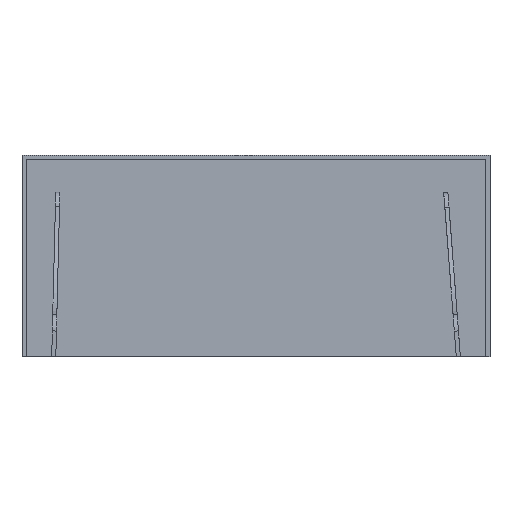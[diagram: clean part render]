
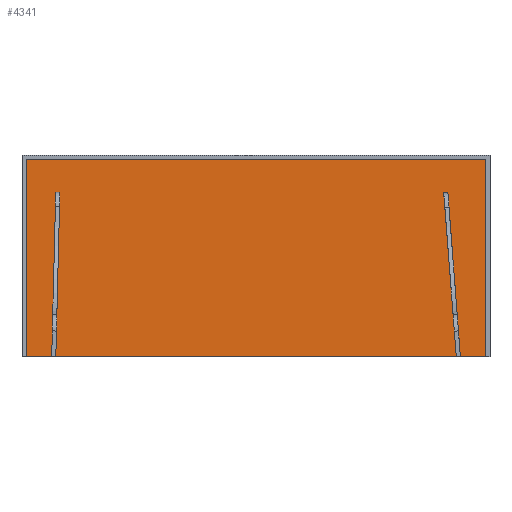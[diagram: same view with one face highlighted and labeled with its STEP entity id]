
A CAD part, front view. The second image highlights one B-rep face of the part: STEP entity #4341.
In plain terms, the highlighted planar face has unit normal (0, -1, 0).
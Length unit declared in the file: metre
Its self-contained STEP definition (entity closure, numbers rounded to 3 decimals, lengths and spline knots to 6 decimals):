
#4024 = EDGE_CURVE('',#4025,#4027,#4029,.T.);
#4025 = VERTEX_POINT('',#4026);
#4026 = CARTESIAN_POINT('',(1.219746,0.52814,0.594474
    ));
#4027 = VERTEX_POINT('',#4028);
#4028 = CARTESIAN_POINT('',(1.219746,0.52814,
    -0.015126));
#4029 = SURFACE_CURVE('',#4030,(#4034,#4046),.PCURVE_S1.);
#4030 = LINE('',#4031,#4032);
#4031 = CARTESIAN_POINT('',(1.219746,0.52814,
    -0.015126));
#4032 = VECTOR('',#4033,1.);
#4033 = DIRECTION('',(0.,0.,-1.));
#4034 = PCURVE('',#4035,#4040);
#4035 = PLANE('',#4036);
#4036 = AXIS2_PLACEMENT_3D('',#4037,#4038,#4039);
#4037 = CARTESIAN_POINT('',(1.219746,0.54084,
    -0.015126));
#4038 = DIRECTION('',(-1.,0.,0.));
#4039 = DIRECTION('',(0.,0.,1.));
#4040 = DEFINITIONAL_REPRESENTATION('',(#4041),#4045);
#4041 = LINE('',#4042,#4043);
#4042 = CARTESIAN_POINT('',(0.,-0.013));
#4043 = VECTOR('',#4044,1.);
#4044 = DIRECTION('',(-1.,0.));
#4045 = ( GEOMETRIC_REPRESENTATION_CONTEXT(2) 
PARAMETRIC_REPRESENTATION_CONTEXT() REPRESENTATION_CONTEXT('2D SPACE',''
  ) );
#4046 = PCURVE('',#4047,#4052);
#4047 = PLANE('',#4048);
#4048 = AXIS2_PLACEMENT_3D('',#4049,#4050,#4051);
#4049 = CARTESIAN_POINT('',(1.219746,0.52814,0.594474
    ));
#4050 = DIRECTION('',(0.,-1.,0.));
#4051 = DIRECTION('',(0.,0.,1.));
#4052 = DEFINITIONAL_REPRESENTATION('',(#4053),#4057);
#4053 = LINE('',#4054,#4055);
#4054 = CARTESIAN_POINT('',(-0.61,0.));
#4055 = VECTOR('',#4056,1.);
#4056 = DIRECTION('',(-1.,0.));
#4057 = ( GEOMETRIC_REPRESENTATION_CONTEXT(2) 
PARAMETRIC_REPRESENTATION_CONTEXT() REPRESENTATION_CONTEXT('2D SPACE',''
  ) );
#4075 = PLANE('',#4076);
#4076 = AXIS2_PLACEMENT_3D('',#4077,#4078,#4079);
#4077 = CARTESIAN_POINT('',(1.219746,0.54084,
    -0.015126));
#4078 = DIRECTION('',(0.,0.,1.));
#4079 = DIRECTION('',(1.,0.,0.));
#4129 = PLANE('',#4130);
#4130 = AXIS2_PLACEMENT_3D('',#4131,#4132,#4133);
#4131 = CARTESIAN_POINT('',(1.219746,0.54084,0.594474
    ));
#4132 = DIRECTION('',(0.,0.,-1.));
#4133 = DIRECTION('',(-1.,0.,0.));
#4144 = EDGE_CURVE('',#4027,#4145,#4147,.T.);
#4145 = VERTEX_POINT('',#4146);
#4146 = CARTESIAN_POINT('',(-0.202654,0.52814,
    -0.015126));
#4147 = SURFACE_CURVE('',#4148,(#4152,#4159),.PCURVE_S1.);
#4148 = LINE('',#4149,#4150);
#4149 = CARTESIAN_POINT('',(1.219746,0.52814,
    -0.015126));
#4150 = VECTOR('',#4151,1.);
#4151 = DIRECTION('',(-1.,0.,0.));
#4152 = PCURVE('',#4075,#4153);
#4153 = DEFINITIONAL_REPRESENTATION('',(#4154),#4158);
#4154 = LINE('',#4155,#4156);
#4155 = CARTESIAN_POINT('',(0.,-0.013));
#4156 = VECTOR('',#4157,1.);
#4157 = DIRECTION('',(-1.,0.));
#4158 = ( GEOMETRIC_REPRESENTATION_CONTEXT(2) 
PARAMETRIC_REPRESENTATION_CONTEXT() REPRESENTATION_CONTEXT('2D SPACE',''
  ) );
#4159 = PCURVE('',#4047,#4160);
#4160 = DEFINITIONAL_REPRESENTATION('',(#4161),#4165);
#4161 = LINE('',#4162,#4163);
#4162 = CARTESIAN_POINT('',(-0.61,0.));
#4163 = VECTOR('',#4164,1.);
#4164 = DIRECTION('',(0.,1.));
#4165 = ( GEOMETRIC_REPRESENTATION_CONTEXT(2) 
PARAMETRIC_REPRESENTATION_CONTEXT() REPRESENTATION_CONTEXT('2D SPACE',''
  ) );
#4183 = PLANE('',#4184);
#4184 = AXIS2_PLACEMENT_3D('',#4185,#4186,#4187);
#4185 = CARTESIAN_POINT('',(-0.202654,0.54084,
    -0.015126));
#4186 = DIRECTION('',(1.,0.,0.));
#4187 = DIRECTION('',(0.,0.,-1.));
#4220 = EDGE_CURVE('',#4145,#4221,#4223,.T.);
#4221 = VERTEX_POINT('',#4222);
#4222 = CARTESIAN_POINT('',(-0.202654,0.52814,
    0.594474));
#4223 = SURFACE_CURVE('',#4224,(#4228,#4235),.PCURVE_S1.);
#4224 = LINE('',#4225,#4226);
#4225 = CARTESIAN_POINT('',(-0.202654,0.52814,
    -0.015126));
#4226 = VECTOR('',#4227,1.);
#4227 = DIRECTION('',(0.,0.,1.));
#4228 = PCURVE('',#4183,#4229);
#4229 = DEFINITIONAL_REPRESENTATION('',(#4230),#4234);
#4230 = LINE('',#4231,#4232);
#4231 = CARTESIAN_POINT('',(0.,-0.013));
#4232 = VECTOR('',#4233,1.);
#4233 = DIRECTION('',(-1.,0.));
#4234 = ( GEOMETRIC_REPRESENTATION_CONTEXT(2) 
PARAMETRIC_REPRESENTATION_CONTEXT() REPRESENTATION_CONTEXT('2D SPACE',''
  ) );
#4235 = PCURVE('',#4047,#4236);
#4236 = DEFINITIONAL_REPRESENTATION('',(#4237),#4241);
#4237 = LINE('',#4238,#4239);
#4238 = CARTESIAN_POINT('',(-0.61,1.422));
#4239 = VECTOR('',#4240,1.);
#4240 = DIRECTION('',(1.,0.));
#4241 = ( GEOMETRIC_REPRESENTATION_CONTEXT(2) 
PARAMETRIC_REPRESENTATION_CONTEXT() REPRESENTATION_CONTEXT('2D SPACE',''
  ) );
#4291 = EDGE_CURVE('',#4221,#4025,#4292,.T.);
#4292 = SURFACE_CURVE('',#4293,(#4297,#4304),.PCURVE_S1.);
#4293 = LINE('',#4294,#4295);
#4294 = CARTESIAN_POINT('',(1.219746,0.52814,0.594474
    ));
#4295 = VECTOR('',#4296,1.);
#4296 = DIRECTION('',(1.,0.,0.));
#4297 = PCURVE('',#4129,#4298);
#4298 = DEFINITIONAL_REPRESENTATION('',(#4299),#4303);
#4299 = LINE('',#4300,#4301);
#4300 = CARTESIAN_POINT('',(0.,-0.013));
#4301 = VECTOR('',#4302,1.);
#4302 = DIRECTION('',(-1.,0.));
#4303 = ( GEOMETRIC_REPRESENTATION_CONTEXT(2) 
PARAMETRIC_REPRESENTATION_CONTEXT() REPRESENTATION_CONTEXT('2D SPACE',''
  ) );
#4304 = PCURVE('',#4047,#4305);
#4305 = DEFINITIONAL_REPRESENTATION('',(#4306),#4310);
#4306 = LINE('',#4307,#4308);
#4307 = CARTESIAN_POINT('',(0.,0.));
#4308 = VECTOR('',#4309,1.);
#4309 = DIRECTION('',(0.,-1.));
#4310 = ( GEOMETRIC_REPRESENTATION_CONTEXT(2) 
PARAMETRIC_REPRESENTATION_CONTEXT() REPRESENTATION_CONTEXT('2D SPACE',''
  ) );
#4341 = ADVANCED_FACE('',(#4342),#4047,.T.);
#4342 = FACE_BOUND('',#4343,.T.);
#4343 = EDGE_LOOP('',(#4344,#4345,#4346,#4347));
#4344 = ORIENTED_EDGE('',*,*,#4024,.F.);
#4345 = ORIENTED_EDGE('',*,*,#4291,.F.);
#4346 = ORIENTED_EDGE('',*,*,#4220,.F.);
#4347 = ORIENTED_EDGE('',*,*,#4144,.F.);
